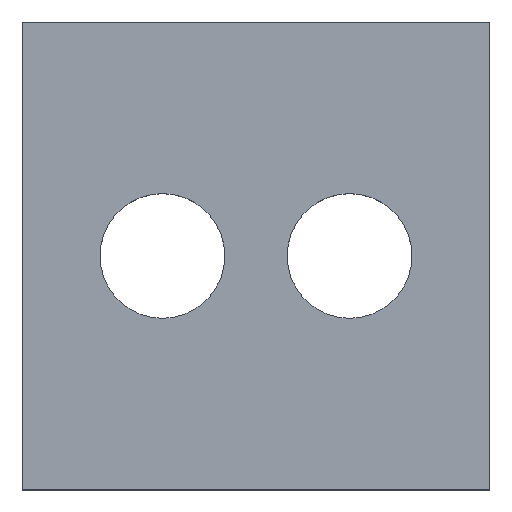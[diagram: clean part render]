
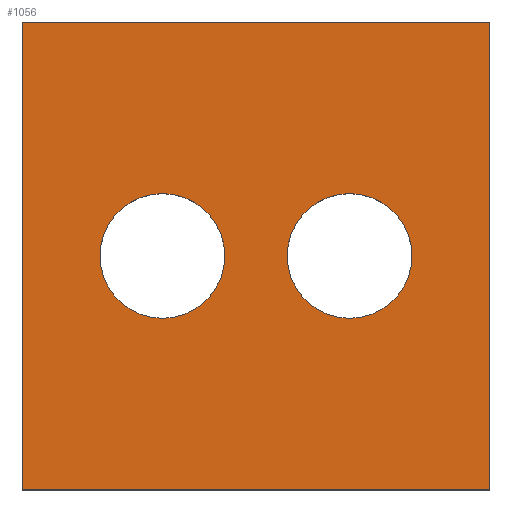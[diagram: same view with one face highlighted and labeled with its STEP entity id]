
A CAD part, top view. The second image highlights one B-rep face of the part: STEP entity #1056.
In plain terms, the highlighted planar face has unit normal (0, 0, 1).
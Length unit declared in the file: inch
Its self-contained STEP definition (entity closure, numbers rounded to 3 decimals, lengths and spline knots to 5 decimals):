
#6 = ORIENTED_EDGE ( 'NONE', *, *, #985, .F. ) ;
#21 = ORIENTED_EDGE ( 'NONE', *, *, #1034, .T. ) ;
#24 = CARTESIAN_POINT ( 'NONE',  ( 0.75, 0., 0. ) ) ;
#43 = FACE_BOUND ( 'NONE', #235, .T. ) ;
#120 = EDGE_LOOP ( 'NONE', ( #21, #411, #1085, #790 ) ) ;
#144 = CIRCLE ( 'NONE', #397, 0.5 ) ;
#170 = AXIS2_PLACEMENT_3D ( 'NONE', #815, #912, #1178 ) ;
#200 = DIRECTION ( 'NONE',  ( 1., 0., 0. ) ) ;
#221 = LINE ( 'NONE', #1065, #1081 ) ;
#231 = CARTESIAN_POINT ( 'NONE',  ( -1.875, 1.875, 0. ) ) ;
#235 = EDGE_LOOP ( 'NONE', ( #606, #521 ) ) ;
#286 = AXIS2_PLACEMENT_3D ( 'NONE', #1188, #321, #1184 ) ;
#296 = FACE_OUTER_BOUND ( 'NONE', #120, .T. ) ;
#309 = DIRECTION ( 'NONE',  ( 0., 0., -1. ) ) ;
#320 = EDGE_CURVE ( 'NONE', #451, #813, #465, .T. ) ;
#321 = DIRECTION ( 'NONE',  ( 0., 0., -1. ) ) ;
#334 = VERTEX_POINT ( 'NONE', #507 ) ;
#337 = AXIS2_PLACEMENT_3D ( 'NONE', #692, #309, #782 ) ;
#338 = DIRECTION ( 'NONE',  ( 0., 0., -1. ) ) ;
#342 = EDGE_CURVE ( 'NONE', #334, #579, #221, .T. ) ;
#344 = CARTESIAN_POINT ( 'NONE',  ( -1.875, -1.875, 0. ) ) ;
#345 = VERTEX_POINT ( 'NONE', #705 ) ;
#354 = LINE ( 'NONE', #344, #1203 ) ;
#387 = LINE ( 'NONE', #1193, #913 ) ;
#397 = AXIS2_PLACEMENT_3D ( 'NONE', #24, #707, #799 ) ;
#411 = ORIENTED_EDGE ( 'NONE', *, *, #1017, .T. ) ;
#419 = CARTESIAN_POINT ( 'NONE',  ( -1.875, 1.875, 0. ) ) ;
#451 = VERTEX_POINT ( 'NONE', #824 ) ;
#465 = CIRCLE ( 'NONE', #337, 0.5 ) ;
#507 = CARTESIAN_POINT ( 'NONE',  ( -1.875, -1.875, 0. ) ) ;
#521 = ORIENTED_EDGE ( 'NONE', *, *, #1052, .T. ) ;
#522 = DIRECTION ( 'NONE',  ( -1., 0., 0. ) ) ;
#533 = DIRECTION ( 'NONE',  ( -1., 0., 0. ) ) ;
#579 = VERTEX_POINT ( 'NONE', #658 ) ;
#606 = ORIENTED_EDGE ( 'NONE', *, *, #320, .T. ) ;
#623 = DIRECTION ( 'NONE',  ( 0., 1., 0. ) ) ;
#651 = VECTOR ( 'NONE', #533, 39.37008 ) ;
#658 = CARTESIAN_POINT ( 'NONE',  ( 1.875, -1.875, 0. ) ) ;
#683 = CIRCLE ( 'NONE', #170, 0.5 ) ;
#688 = VERTEX_POINT ( 'NONE', #1143 ) ;
#692 = CARTESIAN_POINT ( 'NONE',  ( -0.75, 0., 0. ) ) ;
#702 = AXIS2_PLACEMENT_3D ( 'NONE', #997, #338, #522 ) ;
#705 = CARTESIAN_POINT ( 'NONE',  ( 0.25, 0., 0. ) ) ;
#707 = DIRECTION ( 'NONE',  ( 0., 0., 1. ) ) ;
#782 = DIRECTION ( 'NONE',  ( 1., 0., 0. ) ) ;
#790 = ORIENTED_EDGE ( 'NONE', *, *, #342, .T. ) ;
#792 = EDGE_LOOP ( 'NONE', ( #6, #1039 ) ) ;
#799 = DIRECTION ( 'NONE',  ( 1., 0., 0. ) ) ;
#813 = VERTEX_POINT ( 'NONE', #1047 ) ;
#815 = CARTESIAN_POINT ( 'NONE',  ( 0.75, 0., 0. ) ) ;
#824 = CARTESIAN_POINT ( 'NONE',  ( -0.25, 0., 0. ) ) ;
#873 = CIRCLE ( 'NONE', #286, 0.5 ) ;
#877 = VERTEX_POINT ( 'NONE', #1076 ) ;
#902 = LINE ( 'NONE', #419, #651 ) ;
#912 = DIRECTION ( 'NONE',  ( 0., 0., 1. ) ) ;
#913 = VECTOR ( 'NONE', #623, 39.37008 ) ;
#916 = EDGE_CURVE ( 'NONE', #345, #688, #144, .T. ) ;
#985 = EDGE_CURVE ( 'NONE', #688, #345, #683, .T. ) ;
#997 = CARTESIAN_POINT ( 'NONE',  ( 0., 0., 0. ) ) ;
#1016 = DIRECTION ( 'NONE',  ( 0., -1., 0. ) ) ;
#1017 = EDGE_CURVE ( 'NONE', #877, #1042, #902, .T. ) ;
#1034 = EDGE_CURVE ( 'NONE', #579, #877, #387, .T. ) ;
#1039 = ORIENTED_EDGE ( 'NONE', *, *, #916, .F. ) ;
#1042 = VERTEX_POINT ( 'NONE', #231 ) ;
#1047 = CARTESIAN_POINT ( 'NONE',  ( -1.25, 0., 0. ) ) ;
#1052 = EDGE_CURVE ( 'NONE', #813, #451, #873, .T. ) ;
#1056 = ADVANCED_FACE ( 'NONE', ( #296, #43, #1232 ), #1089, .F. ) ;
#1065 = CARTESIAN_POINT ( 'NONE',  ( -1.875, -1.875, 0. ) ) ;
#1076 = CARTESIAN_POINT ( 'NONE',  ( 1.875, 1.875, 0. ) ) ;
#1081 = VECTOR ( 'NONE', #200, 39.37008 ) ;
#1085 = ORIENTED_EDGE ( 'NONE', *, *, #1176, .T. ) ;
#1089 = PLANE ( 'NONE',  #702 ) ;
#1143 = CARTESIAN_POINT ( 'NONE',  ( 1.25, 0., 0. ) ) ;
#1176 = EDGE_CURVE ( 'NONE', #1042, #334, #354, .T. ) ;
#1178 = DIRECTION ( 'NONE',  ( 1., 0., 0. ) ) ;
#1184 = DIRECTION ( 'NONE',  ( 1., 0., 0. ) ) ;
#1188 = CARTESIAN_POINT ( 'NONE',  ( -0.75, 0., 0. ) ) ;
#1193 = CARTESIAN_POINT ( 'NONE',  ( 1.875, -1.875, 0. ) ) ;
#1203 = VECTOR ( 'NONE', #1016, 39.37008 ) ;
#1232 = FACE_BOUND ( 'NONE', #792, .T. ) ;
